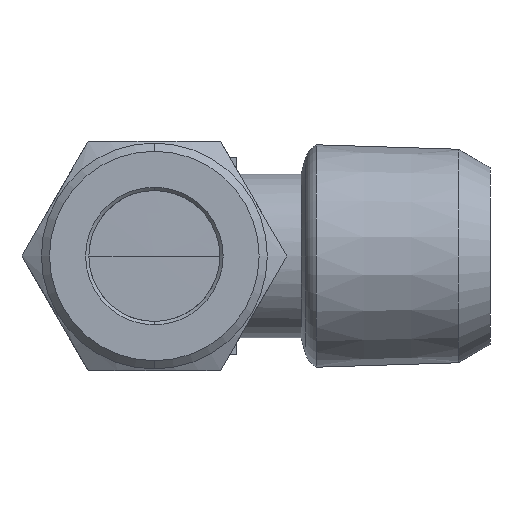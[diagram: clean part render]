
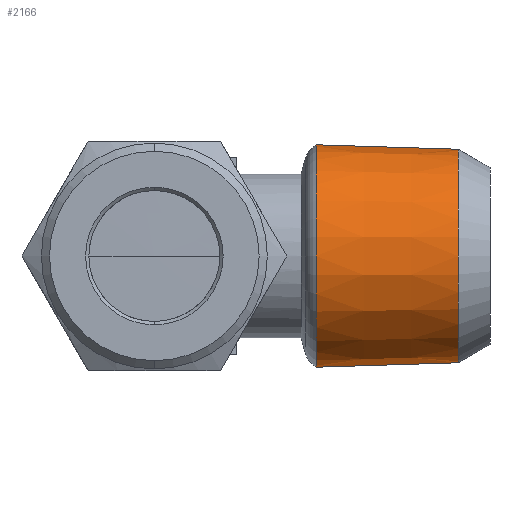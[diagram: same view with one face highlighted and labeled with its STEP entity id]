
A CAD part, left-side view. The second image highlights one B-rep face of the part: STEP entity #2166.
In plain terms, the highlighted conical face has half-angle 1.79 degrees and reference radius 6.52 mm.
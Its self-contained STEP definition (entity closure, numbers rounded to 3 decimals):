
#260 = FACE_OUTER_BOUND ( 'NONE', #3204, .T. ) ;
#265 = CONICAL_SURFACE ( 'NONE', #2671, 6.52, 0.031 ) ;
#445 = LINE ( 'NONE', #757, #448 ) ;
#448 = VECTOR ( 'NONE', #759, 1000. ) ;
#566 = DIRECTION ( 'NONE',  ( 0., 1., 0. ) ) ;
#567 = DIRECTION ( 'NONE',  ( 0., 0., 1. ) ) ;
#570 = CARTESIAN_POINT ( 'NONE',  ( 0., 2.44, 0. ) ) ;
#757 = CARTESIAN_POINT ( 'NONE',  ( 0., 2.44, -6.52 ) ) ;
#759 = DIRECTION ( 'NONE',  ( 0., 1., -0.031 ) ) ;
#823 = CARTESIAN_POINT ( 'NONE',  ( 0., 11.113, -6.791 ) ) ;
#824 = CARTESIAN_POINT ( 'NONE',  ( 0., 2.44, -6.52 ) ) ;
#825 = CARTESIAN_POINT ( 'NONE',  ( 0., 2.44, 6.52 ) ) ;
#826 = CARTESIAN_POINT ( 'NONE',  ( 0., 11.113, 6.791 ) ) ;
#931 = ORIENTED_EDGE ( 'NONE', *, *, #1023, .F. ) ;
#932 = ORIENTED_EDGE ( 'NONE', *, *, #961, .T. ) ;
#933 = ORIENTED_EDGE ( 'NONE', *, *, #1066, .F. ) ;
#934 = ORIENTED_EDGE ( 'NONE', *, *, #2819, .F. ) ;
#961 = EDGE_CURVE ( 'NONE', #2917, #2918, #1940, .T. ) ;
#1023 = EDGE_CURVE ( 'NONE', #2915, #2918, #2025, .T. ) ;
#1066 = EDGE_CURVE ( 'NONE', #2917, #2916, #2103, .T. ) ;
#1192 = AXIS2_PLACEMENT_3D ( 'NONE', #1834, #1835, #1836 ) ;
#1199 = AXIS2_PLACEMENT_3D ( 'NONE', #1702, #1703, #1704 ) ;
#1702 = CARTESIAN_POINT ( 'NONE',  ( 0., 2.44, 0. ) ) ;
#1703 = DIRECTION ( 'NONE',  ( 0., -1., 0. ) ) ;
#1704 = DIRECTION ( 'NONE',  ( 0., 0., -1. ) ) ;
#1834 = CARTESIAN_POINT ( 'NONE',  ( 0., 11.113, 0. ) ) ;
#1835 = DIRECTION ( 'NONE',  ( 0., 1., 0. ) ) ;
#1836 = DIRECTION ( 'NONE',  ( 0., 0., -1. ) ) ;
#1940 = LINE ( 'NONE', #2536, #1941 ) ;
#1941 = VECTOR ( 'NONE', #2539, 1000. ) ;
#2025 = CIRCLE ( 'NONE', #1192, 6.791 ) ;
#2103 = CIRCLE ( 'NONE', #1199, 6.52 ) ;
#2166 = ADVANCED_FACE ( 'NONE', ( #260 ), #265, .T. ) ;
#2536 = CARTESIAN_POINT ( 'NONE',  ( 0., 2.44, 6.52 ) ) ;
#2539 = DIRECTION ( 'NONE',  ( 0., 1., 0.031 ) ) ;
#2671 = AXIS2_PLACEMENT_3D ( 'NONE', #570, #566, #567 ) ;
#2819 = EDGE_CURVE ( 'NONE', #2916, #2915, #445, .T. ) ;
#2915 = VERTEX_POINT ( 'NONE', #823 ) ;
#2916 = VERTEX_POINT ( 'NONE', #824 ) ;
#2917 = VERTEX_POINT ( 'NONE', #825 ) ;
#2918 = VERTEX_POINT ( 'NONE', #826 ) ;
#3204 = EDGE_LOOP ( 'NONE', ( #934, #933, #932, #931 ) ) ;
